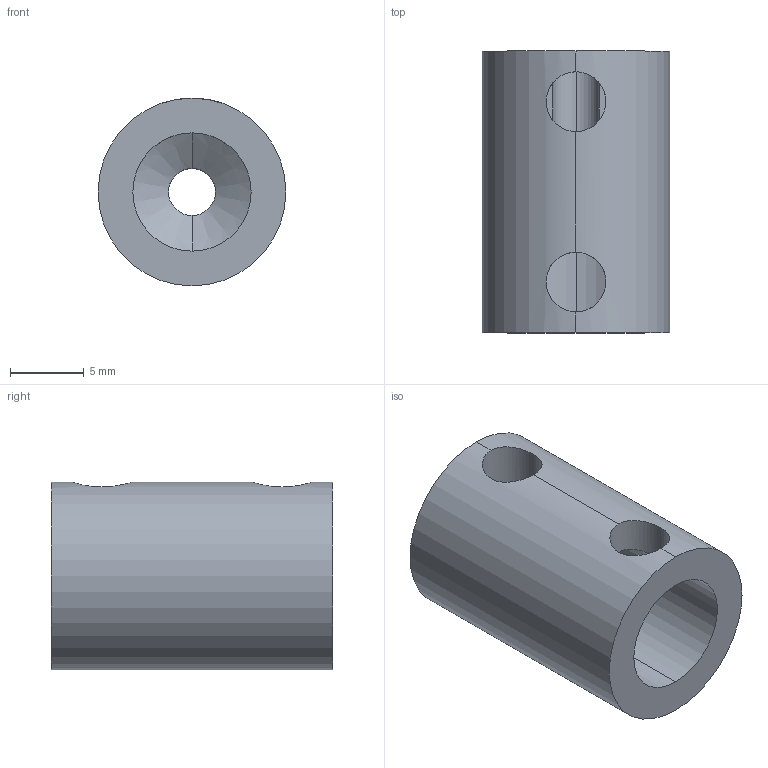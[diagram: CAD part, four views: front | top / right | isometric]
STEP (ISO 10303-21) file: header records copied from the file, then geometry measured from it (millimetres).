
FILE_DESCRIPTION (( 'STEP AP203' ), '1' );
FILE_NAME ('625166.STEP', '2015-04-09T20:26:14', ( 'Kyle' ), ( 'Microsoft' ), 'SwSTEP 2.0', 'SolidWorks 2014', '' );
FILE_SCHEMA (( 'CONFIG_CONTROL_DESIGN' ));
Length unit declared in the file: inch
Products named in the file (1): 625166
Bounding box: 12.69 x 19.05 x 12.69 mm (x, y, z)
Volume: 1733.5 mm3; surface area: 1370.3 mm2
Topology: 1 solids, 1 shells, 16 faces, 50 edges, 32 vertices
Faces by surface type: cylinder 10, plane 4, cone 2
Entity records: 843 total; most frequent: CARTESIAN_POINT 325, ORIENTED_EDGE 100, DIRECTION 84, EDGE_CURVE 50, AXIS2_PLACEMENT_3D 33, VERTEX_POINT 32, VECTOR 18, LINE 18
